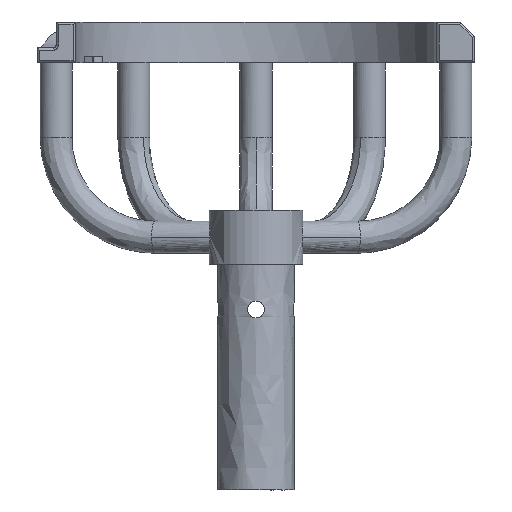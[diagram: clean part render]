
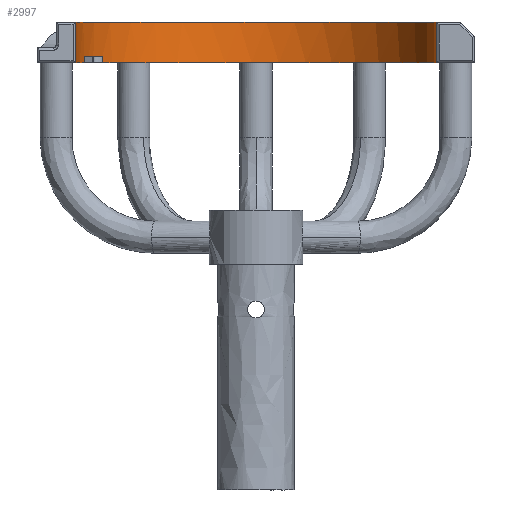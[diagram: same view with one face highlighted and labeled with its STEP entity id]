
A CAD part, front view. The second image highlights one B-rep face of the part: STEP entity #2997.
In plain terms, the highlighted free-form (B-spline) face has degree [2, 1] with [5, 2] control points.
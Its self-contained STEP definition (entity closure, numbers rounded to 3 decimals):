
#2456 = VERTEX_POINT('',#2457);
#2457 = CARTESIAN_POINT('',(-116.314,72.181,0.));
#2463 = EDGE_CURVE('',#2464,#2456,#2466,.T.);
#2464 = VERTEX_POINT('',#2465);
#2465 = CARTESIAN_POINT('',(136.877,1.984,0.));
#2466 = ( BOUNDED_CURVE() B_SPLINE_CURVE(2,(#2467,#2468,#2469),
.UNSPECIFIED.,.F.,.F.) B_SPLINE_CURVE_WITH_KNOTS((3,3),(
0.014,2.586),.PIECEWISE_BEZIER_KNOTS.) CURVE() 
GEOMETRIC_REPRESENTATION_ITEM() RATIONAL_B_SPLINE_CURVE((1.,
0.281,1.)) REPRESENTATION_ITEM('') );
#2467 = CARTESIAN_POINT('',(136.877,1.984,0.));
#2468 = CARTESIAN_POINT('',(130.105,469.267,0.));
#2469 = CARTESIAN_POINT('',(-116.314,72.181,0.));
#2533 = EDGE_CURVE('',#2534,#2536,#2538,.T.);
#2534 = VERTEX_POINT('',#2535);
#2535 = CARTESIAN_POINT('',(136.877,1.984,
    31.068));
#2536 = VERTEX_POINT('',#2537);
#2537 = CARTESIAN_POINT('',(-136.88,1.748,
    31.068));
#2538 = ( BOUNDED_CURVE() B_SPLINE_CURVE(2,(#2539,#2540,#2541,#2542,
#2543),.UNSPECIFIED.,.F.,.F.) B_SPLINE_CURVE_WITH_KNOTS((3,2,3),(
    0.014,1.572,3.129),
.PIECEWISE_BEZIER_KNOTS.) CURVE() GEOMETRIC_REPRESENTATION_ITEM() 
RATIONAL_B_SPLINE_CURVE((1.,0.712,1.,0.712,1.)) 
REPRESENTATION_ITEM('') );
#2539 = CARTESIAN_POINT('',(136.877,1.984,
    31.068));
#2540 = CARTESIAN_POINT('',(134.92,137.007,
    31.068));
#2541 = CARTESIAN_POINT('',(-0.118,136.891,
    31.068));
#2542 = CARTESIAN_POINT('',(-135.155,136.775,
    31.068));
#2543 = CARTESIAN_POINT('',(-136.88,1.748,
    31.068));
#2801 = VERTEX_POINT('',#2802);
#2802 = CARTESIAN_POINT('',(-136.88,1.748,0.));
#2807 = EDGE_CURVE('',#2808,#2801,#2810,.T.);
#2808 = VERTEX_POINT('',#2809);
#2809 = CARTESIAN_POINT('',(-130.06,42.705,0.));
#2810 = ( BOUNDED_CURVE() B_SPLINE_CURVE(2,(#2811,#2812,#2813),
.UNSPECIFIED.,.F.,.F.) B_SPLINE_CURVE_WITH_KNOTS((3,3),(2.824,
3.129),.PIECEWISE_BEZIER_KNOTS.) CURVE() 
GEOMETRIC_REPRESENTATION_ITEM() RATIONAL_B_SPLINE_CURVE((1.,
0.988,1.)) REPRESENTATION_ITEM('') );
#2811 = CARTESIAN_POINT('',(-130.06,42.705,0.));
#2812 = CARTESIAN_POINT('',(-136.612,22.75,0.));
#2813 = CARTESIAN_POINT('',(-136.88,1.748,0.));
#2997 = ADVANCED_FACE('',(#2998),#3069,.F.);
#2998 = FACE_BOUND('',#2999,.F.);
#2999 = EDGE_LOOP('',(#3000,#3009,#3010,#3017,#3025,#3030,#3031,#3040,
    #3047,#3054,#3055,#3064));
#3000 = ORIENTED_EDGE('',*,*,#3001,.F.);
#3001 = EDGE_CURVE('',#2464,#3002,#3004,.T.);
#3002 = VERTEX_POINT('',#3003);
#3003 = CARTESIAN_POINT('',(136.877,1.956,
    0.028));
#3004 = ( BOUNDED_CURVE() B_SPLINE_CURVE(3,(#3005,#3006,#3007,#3008),
.UNSPECIFIED.,.F.,.F.) B_SPLINE_CURVE_WITH_KNOTS((4,4),(1.556,
1.557),.PIECEWISE_BEZIER_KNOTS.) CURVE() 
GEOMETRIC_REPRESENTATION_ITEM() RATIONAL_B_SPLINE_CURVE((1.,
1.,1.,1.)) REPRESENTATION_ITEM('') );
#3005 = CARTESIAN_POINT('',(136.877,1.984,0.));
#3006 = CARTESIAN_POINT('',(136.877,1.974,
    0.009));
#3007 = CARTESIAN_POINT('',(136.877,1.965,
    0.018));
#3008 = CARTESIAN_POINT('',(136.877,1.956,
    0.028));
#3009 = ORIENTED_EDGE('',*,*,#2463,.T.);
#3010 = ORIENTED_EDGE('',*,*,#3011,.F.);
#3011 = EDGE_CURVE('',#3012,#2456,#3014,.T.);
#3012 = VERTEX_POINT('',#3013);
#3013 = CARTESIAN_POINT('',(-116.314,72.181,
    5.048));
#3014 = B_SPLINE_CURVE_WITH_KNOTS('',1,(#3015,#3016),.UNSPECIFIED.,.F.,
  .F.,(2,2),(0.,5.2),.PIECEWISE_BEZIER_KNOTS.);
#3015 = CARTESIAN_POINT('',(-116.314,72.181,
    5.048));
#3016 = CARTESIAN_POINT('',(-116.314,72.181,0.));
#3017 = ORIENTED_EDGE('',*,*,#3018,.T.);
#3018 = EDGE_CURVE('',#3012,#3019,#3021,.T.);
#3019 = VERTEX_POINT('',#3020);
#3020 = CARTESIAN_POINT('',(-130.06,42.705,
    5.048));
#3021 = ( BOUNDED_CURVE() B_SPLINE_CURVE(2,(#3022,#3023,#3024),
.UNSPECIFIED.,.F.,.F.) B_SPLINE_CURVE_WITH_KNOTS((3,3),(2.586,
2.824),.PIECEWISE_BEZIER_KNOTS.) CURVE() 
GEOMETRIC_REPRESENTATION_ITEM() RATIONAL_B_SPLINE_CURVE((1.,
0.993,1.)) REPRESENTATION_ITEM('') );
#3022 = CARTESIAN_POINT('',(-116.314,72.181,
    5.048));
#3023 = CARTESIAN_POINT('',(-124.95,58.265,
    5.048));
#3024 = CARTESIAN_POINT('',(-130.06,42.705,
    5.048));
#3025 = ORIENTED_EDGE('',*,*,#3026,.T.);
#3026 = EDGE_CURVE('',#3019,#2808,#3027,.T.);
#3027 = B_SPLINE_CURVE_WITH_KNOTS('',1,(#3028,#3029),.UNSPECIFIED.,.F.,
  .F.,(2,2),(-0.,5.2),.PIECEWISE_BEZIER_KNOTS.);
#3028 = CARTESIAN_POINT('',(-130.06,42.705,
    5.048));
#3029 = CARTESIAN_POINT('',(-130.06,42.705,0.));
#3030 = ORIENTED_EDGE('',*,*,#2807,.T.);
#3031 = ORIENTED_EDGE('',*,*,#3032,.F.);
#3032 = EDGE_CURVE('',#3033,#2801,#3035,.T.);
#3033 = VERTEX_POINT('',#3034);
#3034 = CARTESIAN_POINT('',(-136.88,1.725,
    0.025));
#3035 = ( BOUNDED_CURVE() B_SPLINE_CURVE(3,(#3036,#3037,#3038,#3039),
.UNSPECIFIED.,.F.,.F.) B_SPLINE_CURVE_WITH_KNOTS((4,4),(4.725,
4.725),.PIECEWISE_BEZIER_KNOTS.) CURVE() 
GEOMETRIC_REPRESENTATION_ITEM() RATIONAL_B_SPLINE_CURVE((1.,
1.,1.,1.)) REPRESENTATION_ITEM('') );
#3036 = CARTESIAN_POINT('',(-136.88,1.725,
    0.025));
#3037 = CARTESIAN_POINT('',(-136.88,1.733,
    0.016));
#3038 = CARTESIAN_POINT('',(-136.88,1.741,
    0.008));
#3039 = CARTESIAN_POINT('',(-136.88,1.748,0.));
#3040 = ORIENTED_EDGE('',*,*,#3041,.F.);
#3041 = EDGE_CURVE('',#3042,#3033,#3044,.T.);
#3042 = VERTEX_POINT('',#3043);
#3043 = CARTESIAN_POINT('',(-136.88,1.725,
    31.043));
#3044 = B_SPLINE_CURVE_WITH_KNOTS('',1,(#3045,#3046),.UNSPECIFIED.,.F.,
  .F.,(2,2),(0.025,31.975),
  .PIECEWISE_BEZIER_KNOTS.);
#3045 = CARTESIAN_POINT('',(-136.88,1.725,
    31.043));
#3046 = CARTESIAN_POINT('',(-136.88,1.725,
    0.025));
#3047 = ORIENTED_EDGE('',*,*,#3048,.F.);
#3048 = EDGE_CURVE('',#2536,#3042,#3049,.T.);
#3049 = ( BOUNDED_CURVE() B_SPLINE_CURVE(3,(#3050,#3051,#3052,#3053),
.UNSPECIFIED.,.F.,.F.) B_SPLINE_CURVE_WITH_KNOTS((4,4),(4.7,
4.7),.PIECEWISE_BEZIER_KNOTS.) CURVE() 
GEOMETRIC_REPRESENTATION_ITEM() RATIONAL_B_SPLINE_CURVE((1.,
1.,1.,1.)) REPRESENTATION_ITEM('') );
#3050 = CARTESIAN_POINT('',(-136.88,1.748,
    31.068));
#3051 = CARTESIAN_POINT('',(-136.88,1.741,
    31.059));
#3052 = CARTESIAN_POINT('',(-136.88,1.733,
    31.051));
#3053 = CARTESIAN_POINT('',(-136.88,1.725,
    31.043));
#3054 = ORIENTED_EDGE('',*,*,#2533,.F.);
#3055 = ORIENTED_EDGE('',*,*,#3056,.F.);
#3056 = EDGE_CURVE('',#3057,#2534,#3059,.T.);
#3057 = VERTEX_POINT('',#3058);
#3058 = CARTESIAN_POINT('',(136.877,1.956,
    31.04));
#3059 = ( BOUNDED_CURVE() B_SPLINE_CURVE(3,(#3060,#3061,#3062,#3063),
.UNSPECIFIED.,.F.,.F.) B_SPLINE_CURVE_WITH_KNOTS((4,4),(1.585,
1.585),.PIECEWISE_BEZIER_KNOTS.) CURVE() 
GEOMETRIC_REPRESENTATION_ITEM() RATIONAL_B_SPLINE_CURVE((1.,
1.,1.,1.)) REPRESENTATION_ITEM('') );
#3060 = CARTESIAN_POINT('',(136.877,1.956,
    31.04));
#3061 = CARTESIAN_POINT('',(136.877,1.965,
    31.049));
#3062 = CARTESIAN_POINT('',(136.877,1.974,
    31.058));
#3063 = CARTESIAN_POINT('',(136.877,1.984,
    31.068));
#3064 = ORIENTED_EDGE('',*,*,#3065,.F.);
#3065 = EDGE_CURVE('',#3002,#3057,#3066,.T.);
#3066 = B_SPLINE_CURVE_WITH_KNOTS('',1,(#3067,#3068),.UNSPECIFIED.,.F.,
  .F.,(2,2),(-31.972,-0.028),
  .PIECEWISE_BEZIER_KNOTS.);
#3067 = CARTESIAN_POINT('',(136.877,1.956,
    0.028));
#3068 = CARTESIAN_POINT('',(136.877,1.956,
    31.04));
#3069 = ( BOUNDED_SURFACE() B_SPLINE_SURFACE(2,1,(
    (#3070,#3071)
    ,(#3072,#3073)
    ,(#3074,#3075)
    ,(#3076,#3077)
    ,(#3078,#3079
)),.UNSPECIFIED.,.F.,.F.,.F.) B_SPLINE_SURFACE_WITH_KNOTS((3,2,3),(2,2),
  (0.013,1.57,3.127),(0.,32.),
.PIECEWISE_BEZIER_KNOTS.) GEOMETRIC_REPRESENTATION_ITEM() 
RATIONAL_B_SPLINE_SURFACE((
    (1.,1.)
    ,(0.712,0.712)
    ,(1.,1.)
    ,(0.712,0.712)
,(1.,1.))) REPRESENTATION_ITEM('') SURFACE() );
#3070 = CARTESIAN_POINT('',(-136.88,1.725,
    31.068));
#3071 = CARTESIAN_POINT('',(-136.88,1.725,0.));
#3072 = CARTESIAN_POINT('',(-135.178,136.777,
    31.068));
#3073 = CARTESIAN_POINT('',(-135.178,136.777,0.));
#3074 = CARTESIAN_POINT('',(-0.115,136.891,
    31.068));
#3075 = CARTESIAN_POINT('',(-0.115,136.891,0.));
#3076 = CARTESIAN_POINT('',(134.948,137.005,
    31.068));
#3077 = CARTESIAN_POINT('',(134.948,137.005,0.));
#3078 = CARTESIAN_POINT('',(136.877,1.956,
    31.068));
#3079 = CARTESIAN_POINT('',(136.877,1.956,0.));
